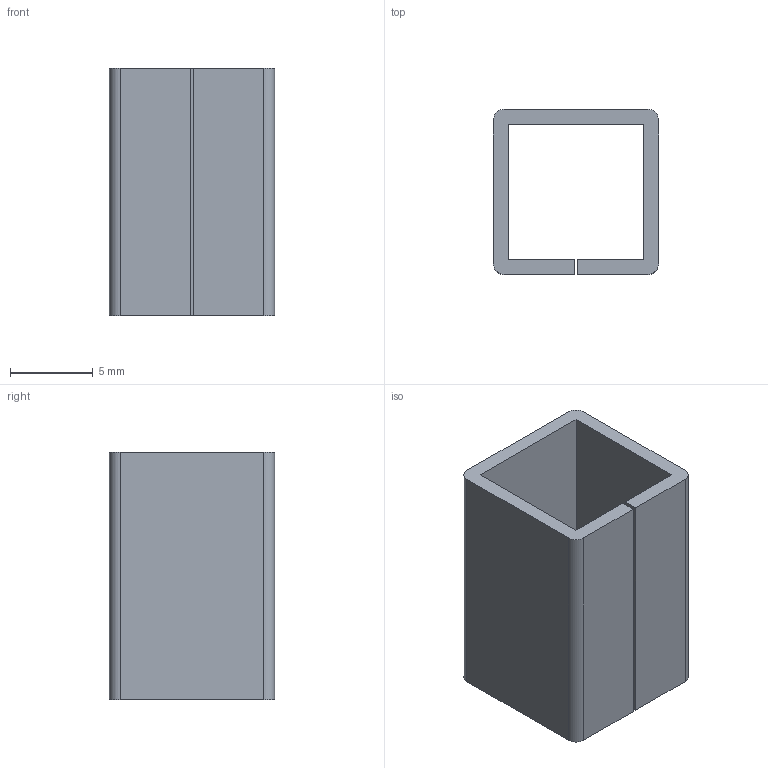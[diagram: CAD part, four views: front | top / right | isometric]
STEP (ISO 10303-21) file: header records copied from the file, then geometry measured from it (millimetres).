
FILE_DESCRIPTION (( 'STEP AP203' ), '1' );
FILE_NAME ('8074.STEP', '2022-07-11T12:57:51', ( '' ), ( '' ), 'SwSTEP 2.0', 'SolidWorks 2018', '' );
FILE_SCHEMA (( 'CONFIG_CONTROL_DESIGN' ));
Length unit declared in the file: millimetre
Products named in the file (1): 8074
Bounding box: 10 x 10 x 15 mm (x, y, z)
Volume: 483.3 mm3; surface area: 1161 mm2
Topology: 1 solids, 1 shells, 184 faces, 489 edges, 326 vertices
Faces by surface type: plane 106, bspline 74, cylinder 4
Entity records: 9650 total; most frequent: CARTESIAN_POINT 5490, ORIENTED_EDGE 978, DIRECTION 571, EDGE_CURVE 489, VECTOR 333, LINE 333, VERTEX_POINT 326, EDGE_LOOP 203
